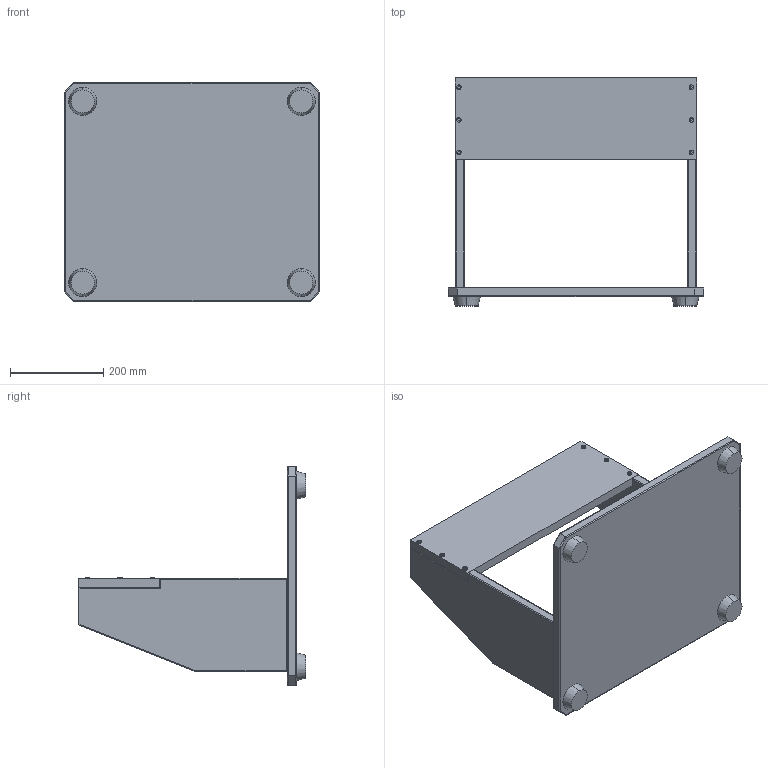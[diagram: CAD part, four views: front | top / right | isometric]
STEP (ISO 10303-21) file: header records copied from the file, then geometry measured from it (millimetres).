
FILE_DESCRIPTION (( 'STEP AP203' ), '1' );
FILE_NAME ('CAD_Default_sldprt.STEP', '2024-01-09T15:01:28', ( '' ), ( '' ), 'SwSTEP 2.0', 'SolidWorks 2020', '' );
FILE_SCHEMA (( 'CONFIG_CONTROL_DESIGN' ));
Length unit declared in the file: millimetre
Products named in the file (1): CAD_Default_sldprt
Bounding box: 550 x 490 x 470 mm (x, y, z)
Volume: 10115306.8 mm3; surface area: 1136649 mm2
Topology: 14 solids, 14 shells, 154 faces, 334 edges, 208 vertices
Faces by surface type: plane 90, cylinder 56, cone 8
Entity records: 4161 total; most frequent: CARTESIAN_POINT 829, ORIENTED_EDGE 668, DIRECTION 640, EDGE_CURVE 334, LINE 250, VECTOR 250, VERTEX_POINT 208, AXIS2_PLACEMENT_3D 195
